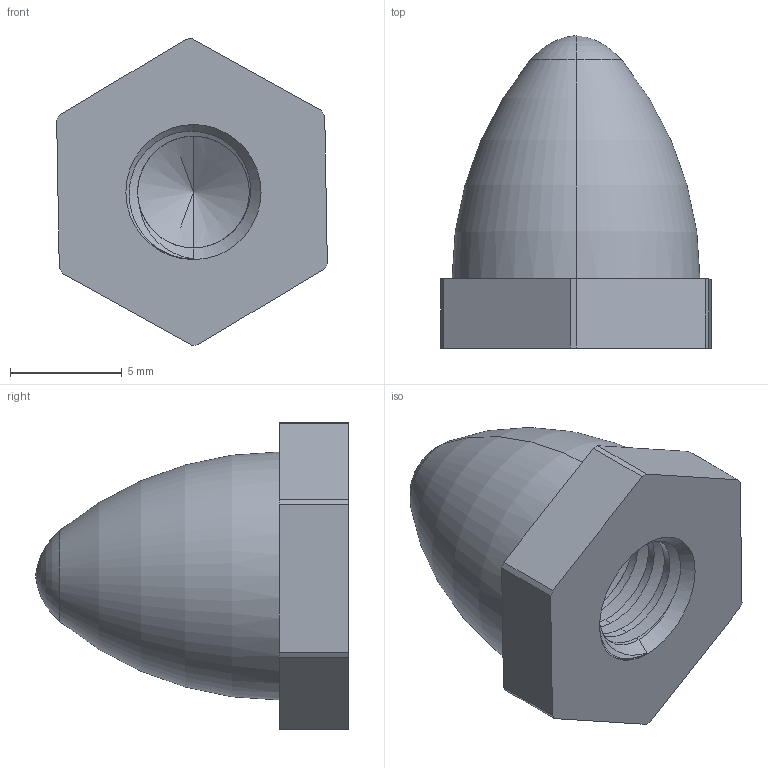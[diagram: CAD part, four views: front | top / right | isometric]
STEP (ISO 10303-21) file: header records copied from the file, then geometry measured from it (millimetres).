
FILE_DESCRIPTION (( 'STEP AP203' ), '1' );
FILE_NAME ('Nut_Default_sldprt.STEP', '2022-12-13T23:46:47', ( '' ), ( '' ), 'SwSTEP 2.0', 'SolidWorks 2022', '' );
FILE_SCHEMA (( 'CONFIG_CONTROL_DESIGN' ));
Length unit declared in the file: millimetre
Products named in the file (1): Nut_Default_sldprt
Bounding box: 12.11 x 14 x 13.7 mm (x, y, z)
Volume: 802.6 mm3; surface area: 828.8 mm2
Topology: 1 solids, 1 shells, 61 faces, 170 edges, 109 vertices
Faces by surface type: cylinder 40, plane 10, cone 5, torus 4, bspline 2
Entity records: 2969 total; most frequent: CARTESIAN_POINT 1531, ORIENTED_EDGE 332, DIRECTION 246, EDGE_CURVE 166, VERTEX_POINT 109, AXIS2_PLACEMENT_3D 89, LINE 68, VECTOR 68
